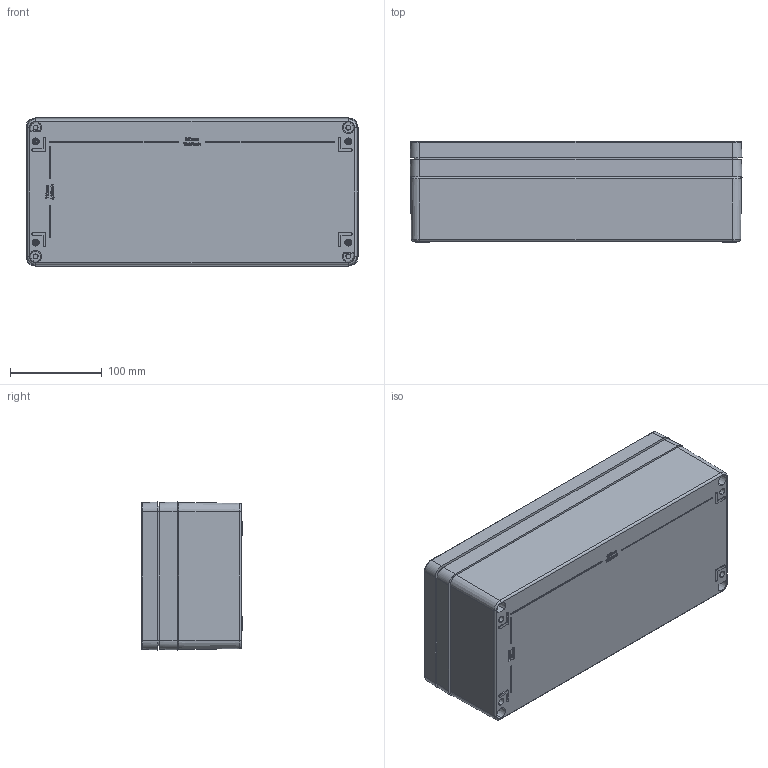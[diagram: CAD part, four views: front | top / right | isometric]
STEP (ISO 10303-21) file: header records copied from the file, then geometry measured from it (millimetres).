
FILE_DESCRIPTION (( 'STEP AP214' ), '1' );
FILE_NAME ('13080500.STEP', '2016-03-11T09:01:37', ( 'Macha' ), ( 'Hewlett-Packard Company' ), 'SwSTEP 2.0', 'SolidWorks 2015', '' );
FILE_SCHEMA (( 'AUTOMOTIVE_DESIGN' ));
Length unit declared in the file: millimetre
Products named in the file (5): 93038; 08758; 08958; 01058; 13080500
Assembly tree (7 placements, depth 2):
  13080500
    01058
    08958
    08758
    93038  x4
Bounding box: 361 x 109.6 x 161 mm (x, y, z)
Volume: 1113660.9 mm3; surface area: 457947.4 mm2
Topology: 7 solids, 7 shells, 1327 faces, 3312 edges, 2106 vertices
Faces by surface type: plane 580, bspline 293, cone 243, cylinder 143, torus 68
Entity records: 53371 total; most frequent: CARTESIAN_POINT 25651, ORIENTED_EDGE 6232, DIRECTION 4777, EDGE_CURVE 3116, VERTEX_POINT 2007, LINE 1597, VECTOR 1597, AXIS2_PLACEMENT_3D 1590
